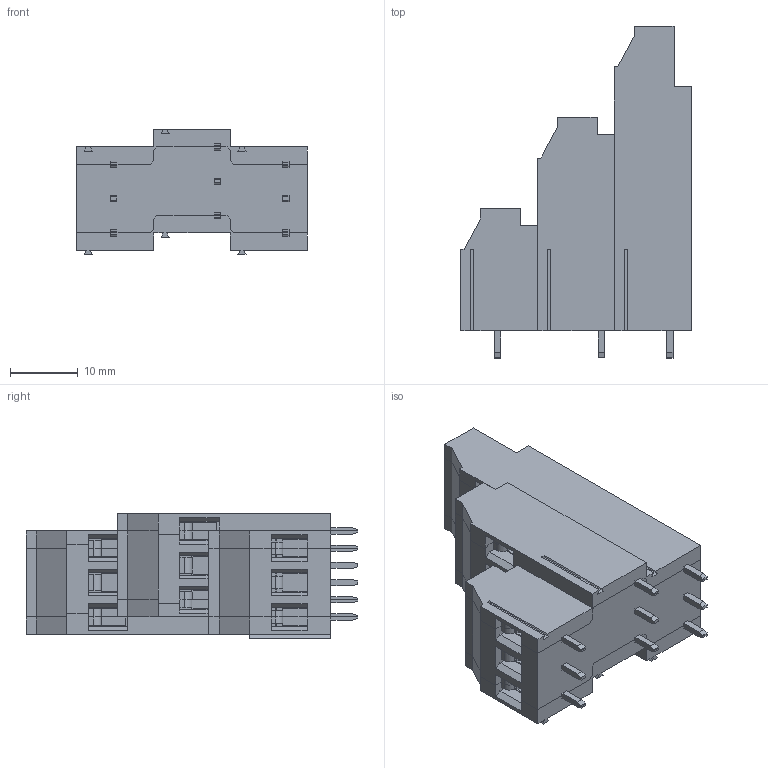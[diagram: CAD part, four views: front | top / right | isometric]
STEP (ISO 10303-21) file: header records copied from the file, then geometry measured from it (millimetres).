
FILE_DESCRIPTION( ( 'Unknown' ), '1' );
FILE_NAME( '691247510009.stp', 'Unknown', ( 'Unknown' ), ( 'Unknown' ), 'PSStep 18.0.17', 'Unknown', ' ' );
FILE_SCHEMA( ( 'AUTOMOTIVE_DESIGN { 1 0 10303 214 1 1 1 1 }' ) );
Length unit declared in the file: millimetre
Products named in the file (4): Assem1; MRT18P5.08V01_SX; MRT18P5.08V01_DX; 691247510009_CNT
Assembly tree (3 placements, depth 2):
  Assem1
    MRT18P5.08V01_SX
    MRT18P5.08V01_DX
    691247510009_CNT
Bounding box: 34.05 x 49 x 18.38 mm (x, y, z)
Volume: 13906.6 mm3; surface area: 10582.2 mm2
Topology: 3 solids, 3 shells, 556 faces, 1609 edges, 1068 vertices
Faces by surface type: plane 520, cylinder 36
Full cylindrical faces by diameter (mm): 4 x3
Entity records: 22462 total; most frequent: CARTESIAN_POINT 3228, ORIENTED_EDGE 3206, DIRECTION 2828, EDGE_CURVE 1603, LINE 1498, VECTOR 1498, VERTEX_POINT 1065, AXIS2_PLACEMENT_3D 665
